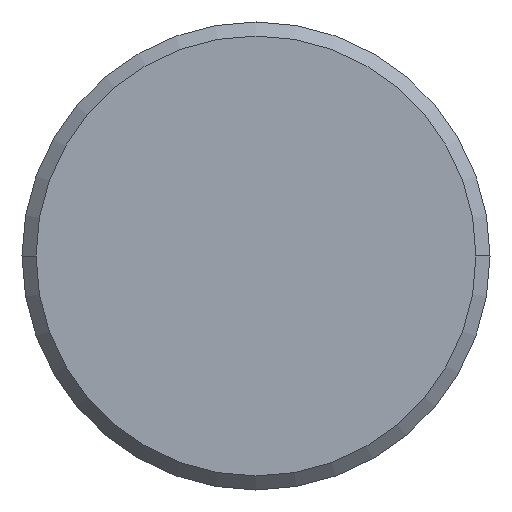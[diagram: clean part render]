
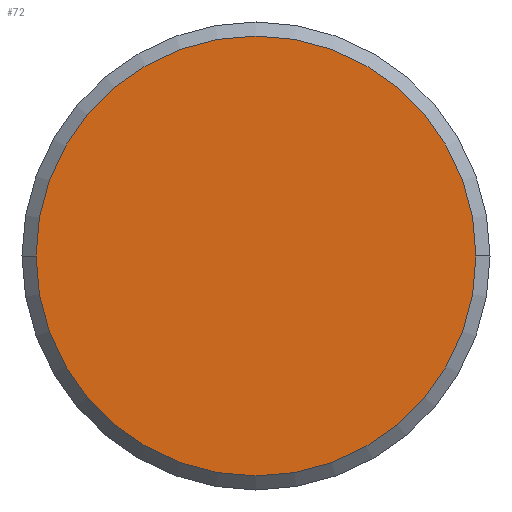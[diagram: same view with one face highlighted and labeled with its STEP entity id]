
A CAD part, left-side view. The second image highlights one B-rep face of the part: STEP entity #72.
In plain terms, the highlighted planar face has unit normal (-1, 0, 0).
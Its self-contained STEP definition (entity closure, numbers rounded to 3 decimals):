
#26 = VERTEX_POINT ( 'NONE', #305 ) ;
#42 = DIRECTION ( 'NONE',  ( 0., 1., 0. ) ) ;
#43 = CARTESIAN_POINT ( 'NONE',  ( -49., 0., 0. ) ) ;
#62 = AXIS2_PLACEMENT_3D ( 'NONE', #151, #106, #269 ) ;
#72 = ADVANCED_FACE ( 'NONE', ( #310 ), #293, .T. ) ;
#106 = DIRECTION ( 'NONE',  ( -1., 0., 0. ) ) ;
#122 = DIRECTION ( 'NONE',  ( 1., 0., 0. ) ) ;
#136 = AXIS2_PLACEMENT_3D ( 'NONE', #43, #202, #42 ) ;
#151 = CARTESIAN_POINT ( 'NONE',  ( -49., 0., 0. ) ) ;
#156 = EDGE_CURVE ( 'NONE', #26, #231, #290, .T. ) ;
#165 = CIRCLE ( 'NONE', #246, 4.7 ) ;
#179 = CARTESIAN_POINT ( 'NONE',  ( -49., -4.7, 0. ) ) ;
#202 = DIRECTION ( 'NONE',  ( 1., 0., 0. ) ) ;
#231 = VERTEX_POINT ( 'NONE', #179 ) ;
#241 = ORIENTED_EDGE ( 'NONE', *, *, #156, .F. ) ;
#246 = AXIS2_PLACEMENT_3D ( 'NONE', #283, #122, #260 ) ;
#252 = EDGE_LOOP ( 'NONE', ( #241, #263 ) ) ;
#254 = EDGE_CURVE ( 'NONE', #231, #26, #165, .T. ) ;
#260 = DIRECTION ( 'NONE',  ( 0., 1., 0. ) ) ;
#263 = ORIENTED_EDGE ( 'NONE', *, *, #254, .F. ) ;
#269 = DIRECTION ( 'NONE',  ( 0., -1., 0. ) ) ;
#283 = CARTESIAN_POINT ( 'NONE',  ( -49., 0., 0. ) ) ;
#290 = CIRCLE ( 'NONE', #136, 4.7 ) ;
#293 = PLANE ( 'NONE',  #62 ) ;
#305 = CARTESIAN_POINT ( 'NONE',  ( -49., 4.7, 0. ) ) ;
#310 = FACE_OUTER_BOUND ( 'NONE', #252, .T. ) ;
